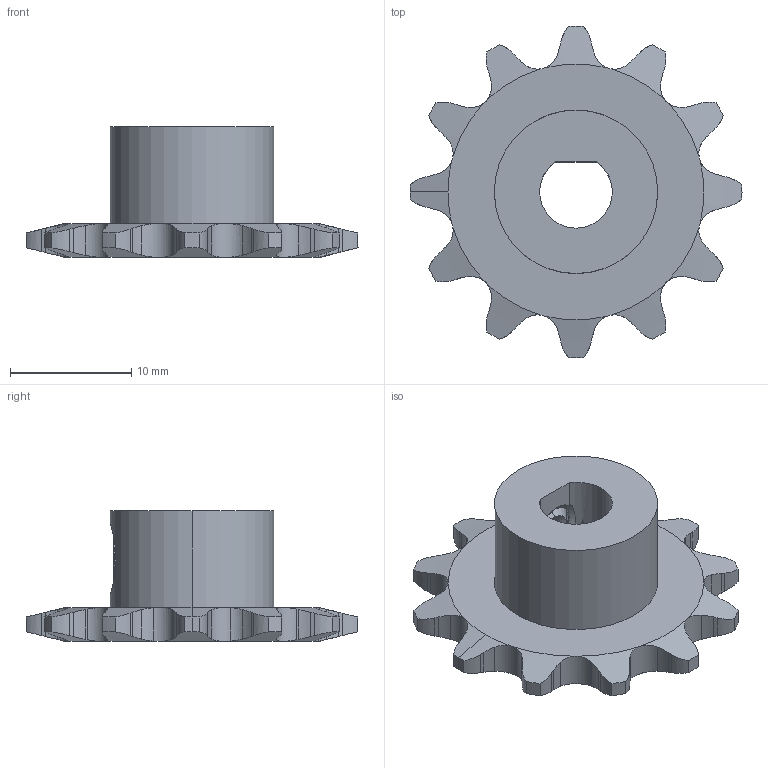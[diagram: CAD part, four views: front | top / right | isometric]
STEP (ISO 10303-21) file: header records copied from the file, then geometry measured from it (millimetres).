
FILE_DESCRIPTION (( 'STEP AP203' ), '1' );
FILE_NAME ('3304-1006-0012 assembly.STEP', '2021-10-25T21:03:28', ( '' ), ( '' ), 'SwSTEP 2.0', 'SolidWorks 2016', '' );
FILE_SCHEMA (( 'CONFIG_CONTROL_DESIGN' ));
Length unit declared in the file: millimetre
Products named in the file (3): 3304-1006-0012; 2806-0005-0004_91390A117; 3304-1006-0012 assembly
Assembly tree (2 placements, depth 2):
  3304-1006-0012 assembly
    3304-1006-0012
    2806-0005-0004_91390A117
Bounding box: 27.43 x 27.43 x 10.79 mm (x, y, z)
Volume: 2032.5 mm3; surface area: 1821.7 mm2
Topology: 2 solids, 2 shells, 210 faces, 594 edges, 386 vertices
Faces by surface type: cylinder 115, cone 45, plane 42, bspline 8
Entity records: 10540 total; most frequent: CARTESIAN_POINT 5416, ORIENTED_EDGE 1180, DIRECTION 809, EDGE_CURVE 590, VERTEX_POINT 386, AXIS2_PLACEMENT_3D 319, B_SPLINE_CURVE_WITH_KNOTS 245, EDGE_LOOP 216
